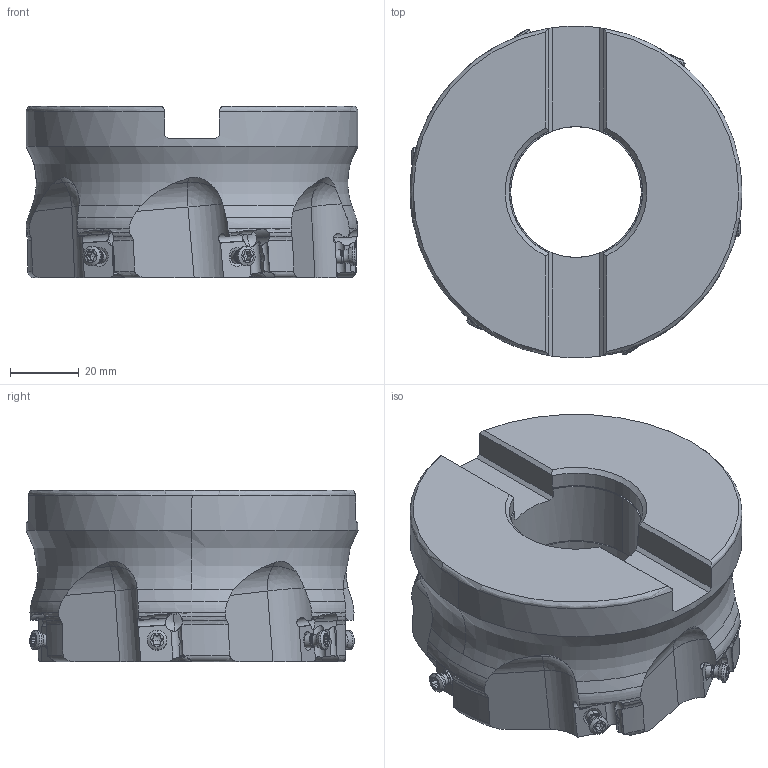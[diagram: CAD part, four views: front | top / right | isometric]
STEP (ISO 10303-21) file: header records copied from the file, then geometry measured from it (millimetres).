
FILE_DESCRIPTION(/* description */ (''),/* implementation_level */ '2;1');
FILE_NAME(/* name */ 'VOX400UR0406E.stp',/* time_stamp */ '2019-03-26T13:44:52+09:00',/* author */ (''),/* organization */ (''),/* preprocessor_version */ 'ST-DEVELOPER v16',/* originating_system */ 'SIEMENS PLM Software NX 10.0',/* authorisation */ '');
FILE_SCHEMA (('AUTOMOTIVE_DESIGN { 1 0 10303 214 3 1 1 1 }'));
Length unit declared in the file: millimetre
Products named in the file (1): VOX400UR0406E_ASM
Bounding box: 96.77 x 96.77 x 50.1 mm (x, y, z)
Volume: 228944.9 mm3; surface area: 36621.2 mm2
Topology: 7 solids, 7 shells, 550 faces, 1633 edges, 1061 vertices
Faces by surface type: cylinder 230, plane 116, cone 110, torus 70, sphere 24
Entity records: 23806 total; most frequent: CARTESIAN_POINT 9419, ORIENTED_EDGE 3170, DIRECTION 2872, EDGE_CURVE 1585, AXIS2_PLACEMENT_3D 1198, VERTEX_POINT 1061, CIRCLE 587, EDGE_LOOP 564
